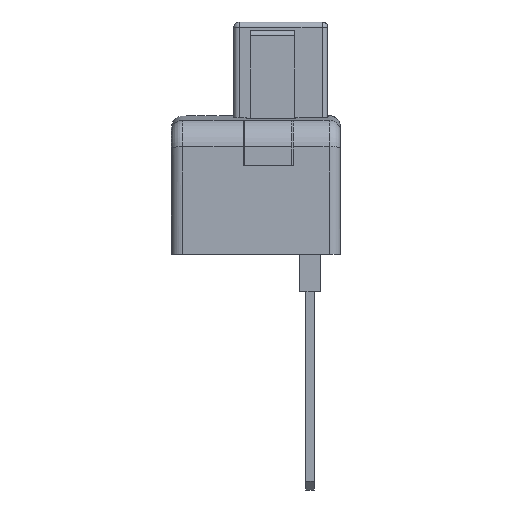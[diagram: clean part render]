
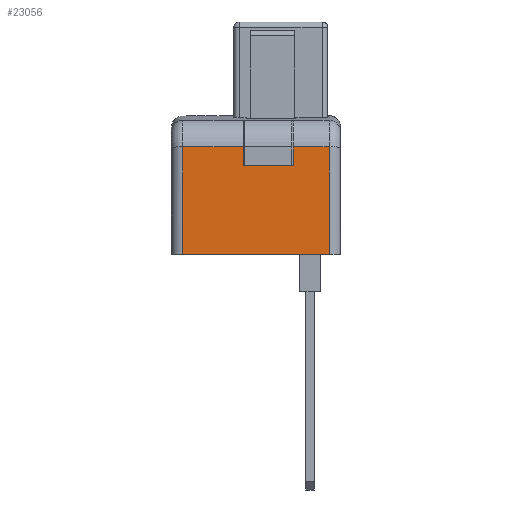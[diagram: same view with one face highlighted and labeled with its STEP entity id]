
A CAD part, front view. The second image highlights one B-rep face of the part: STEP entity #23056.
In plain terms, the highlighted planar face has unit normal (0, -1, 0).
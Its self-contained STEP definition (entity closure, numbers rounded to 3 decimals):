
#12750 = CARTESIAN_POINT ( 'NONE',  ( 29., -40.527, -0.463 ) ) ;
#13682 = CARTESIAN_POINT ( 'NONE',  ( 22.5, -40.527, -0.463 ) ) ;
#13683 = DIRECTION ( 'NONE',  ( 0., 0., -1. ) ) ;
#13684 = VECTOR ( 'NONE', #13683, 1000. ) ;
#13685 = CARTESIAN_POINT ( 'NONE',  ( 22.5, -40.527, -19.886 ) ) ;
#13686 = LINE ( 'NONE', #13685, #13684 ) ;
#13687 = CARTESIAN_POINT ( 'NONE',  ( 22.5, -40.527, -3.886 ) ) ;
#13736 = FACE_OUTER_BOUND ( 'NONE', #23057, .T. ) ;
#13737 = CARTESIAN_POINT ( 'NONE',  ( 2.5, -40.527, -0.463 ) ) ;
#13738 = DIRECTION ( 'NONE',  ( -1., 0., 0. ) ) ;
#13739 = VECTOR ( 'NONE', #13738, 1000. ) ;
#13740 = CARTESIAN_POINT ( 'NONE',  ( 31., -40.527, -0.463 ) ) ;
#13741 = LINE ( 'NONE', #13740, #13739 ) ;
#13742 = CARTESIAN_POINT ( 'NONE',  ( 13.5, -40.527, -3.886 ) ) ;
#13743 = DIRECTION ( 'NONE',  ( 0., 0., 1. ) ) ;
#13744 = VECTOR ( 'NONE', #13743, 1000. ) ;
#13745 = CARTESIAN_POINT ( 'NONE',  ( 13.5, -40.527, -19.886 ) ) ;
#13746 = LINE ( 'NONE', #13745, #13744 ) ;
#13747 = CARTESIAN_POINT ( 'NONE',  ( 13.5, -40.527, -0.463 ) ) ;
#13765 = DIRECTION ( 'NONE',  ( 1., 0., 0. ) ) ;
#13766 = VECTOR ( 'NONE', #13765, 1000. ) ;
#13767 = CARTESIAN_POINT ( 'NONE',  ( 31., -40.527, -3.886 ) ) ;
#13768 = LINE ( 'NONE', #13767, #13766 ) ;
#13770 = DIRECTION ( 'NONE',  ( 0., 0., -1. ) ) ;
#13771 = DIRECTION ( 'NONE',  ( 0., -1., 0. ) ) ;
#13772 = CARTESIAN_POINT ( 'NONE',  ( 31., -40.527, -19.886 ) ) ;
#13773 = AXIS2_PLACEMENT_3D ( 'NONE', #13772, #13771, #13770 ) ;
#13774 = PLANE ( 'NONE',  #13773 ) ;
#13799 = DIRECTION ( 'NONE',  ( 0., 0., 1. ) ) ;
#13800 = VECTOR ( 'NONE', #13799, 1000. ) ;
#13801 = CARTESIAN_POINT ( 'NONE',  ( 29., -40.527, -19.886 ) ) ;
#13802 = LINE ( 'NONE', #13801, #13800 ) ;
#13803 = DIRECTION ( 'NONE',  ( 0., 0., -1. ) ) ;
#13804 = VECTOR ( 'NONE', #13803, 1000. ) ;
#13805 = CARTESIAN_POINT ( 'NONE',  ( 2.5, -40.527, -19.886 ) ) ;
#13806 = LINE ( 'NONE', #13805, #13804 ) ;
#14158 = DIRECTION ( 'NONE',  ( -1., 0., 0. ) ) ;
#14159 = VECTOR ( 'NONE', #14158, 1000. ) ;
#14160 = CARTESIAN_POINT ( 'NONE',  ( 31., -40.527, -0.463 ) ) ;
#14161 = LINE ( 'NONE', #14160, #14159 ) ;
#18386 = VERTEX_POINT ( 'NONE', #30313 ) ;
#18388 = EDGE_CURVE ( 'NONE', #18386, #18389, #30312, .T. ) ;
#18389 = VERTEX_POINT ( 'NONE', #30308 ) ;
#22683 = VERTEX_POINT ( 'NONE', #12750 ) ;
#23029 = VERTEX_POINT ( 'NONE', #13687 ) ;
#23031 = EDGE_CURVE ( 'NONE', #23032, #23029, #13686, .T. ) ;
#23032 = VERTEX_POINT ( 'NONE', #13682 ) ;
#23050 = VERTEX_POINT ( 'NONE', #13747 ) ;
#23052 = EDGE_CURVE ( 'NONE', #23053, #23050, #13746, .T. ) ;
#23053 = VERTEX_POINT ( 'NONE', #13742 ) ;
#23054 = EDGE_CURVE ( 'NONE', #23050, #23055, #13741, .T. ) ;
#23055 = VERTEX_POINT ( 'NONE', #13737 ) ;
#23056 = ADVANCED_FACE ( 'NONE', ( #13736 ), #13774, .T. ) ;
#23057 = EDGE_LOOP ( 'NONE', ( #23058, #23133, #23134, #23085, #23087, #23088, #23219, #23173 ) ) ;
#23058 = ORIENTED_EDGE ( 'NONE', *, *, #23059, .F. ) ;
#23059 = EDGE_CURVE ( 'NONE', #23053, #23029, #13768, .T. ) ;
#23085 = ORIENTED_EDGE ( 'NONE', *, *, #23086, .T. ) ;
#23086 = EDGE_CURVE ( 'NONE', #23055, #18389, #13806, .T. ) ;
#23087 = ORIENTED_EDGE ( 'NONE', *, *, #18388, .F. ) ;
#23088 = ORIENTED_EDGE ( 'NONE', *, *, #23089, .T. ) ;
#23089 = EDGE_CURVE ( 'NONE', #18386, #22683, #13802, .T. ) ;
#23133 = ORIENTED_EDGE ( 'NONE', *, *, #23052, .T. ) ;
#23134 = ORIENTED_EDGE ( 'NONE', *, *, #23054, .T. ) ;
#23173 = ORIENTED_EDGE ( 'NONE', *, *, #23031, .T. ) ;
#23203 = EDGE_CURVE ( 'NONE', #22683, #23032, #14161, .T. ) ;
#23219 = ORIENTED_EDGE ( 'NONE', *, *, #23203, .T. ) ;
#30308 = CARTESIAN_POINT ( 'NONE',  ( 2.5, -40.527, -19.886 ) ) ;
#30309 = DIRECTION ( 'NONE',  ( -1., 0., 0. ) ) ;
#30310 = VECTOR ( 'NONE', #30309, 1000. ) ;
#30311 = CARTESIAN_POINT ( 'NONE',  ( 31., -40.527, -19.886 ) ) ;
#30312 = LINE ( 'NONE', #30311, #30310 ) ;
#30313 = CARTESIAN_POINT ( 'NONE',  ( 29., -40.527, -19.886 ) ) ;
